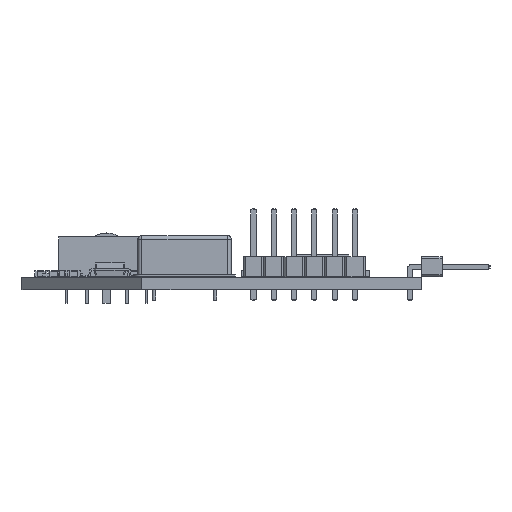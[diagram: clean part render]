
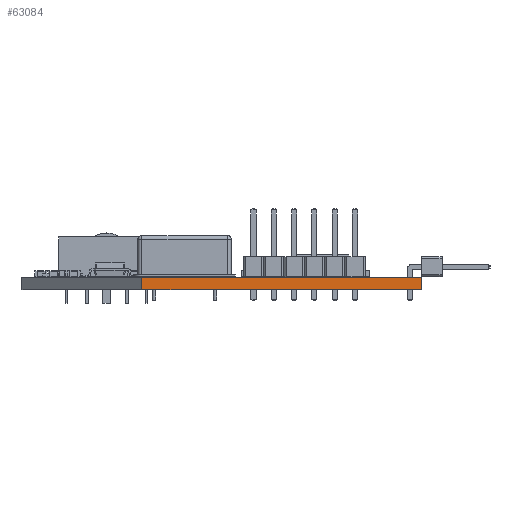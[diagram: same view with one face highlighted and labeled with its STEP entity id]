
A CAD part, left-side view. The second image highlights one B-rep face of the part: STEP entity #63084.
In plain terms, the highlighted planar face has unit normal (-1, 0, 0).
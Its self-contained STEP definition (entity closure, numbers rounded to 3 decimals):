
#61145 = VERTEX_POINT('',#61146);
#61146 = CARTESIAN_POINT('',(60.5,-129.5,0.));
#61152 = EDGE_CURVE('',#61153,#61145,#61155,.T.);
#61153 = VERTEX_POINT('',#61154);
#61154 = CARTESIAN_POINT('',(60.5,-164.5,0.));
#61155 = LINE('',#61156,#61157);
#61156 = CARTESIAN_POINT('',(60.5,-164.5,0.));
#61157 = VECTOR('',#61158,1.);
#61158 = DIRECTION('',(0.,1.,0.));
#62101 = VERTEX_POINT('',#62102);
#62102 = CARTESIAN_POINT('',(60.5,-129.5,1.51));
#62108 = EDGE_CURVE('',#62109,#62101,#62111,.T.);
#62109 = VERTEX_POINT('',#62110);
#62110 = CARTESIAN_POINT('',(60.5,-164.5,1.51));
#62111 = LINE('',#62112,#62113);
#62112 = CARTESIAN_POINT('',(60.5,-164.5,1.51));
#62113 = VECTOR('',#62114,1.);
#62114 = DIRECTION('',(0.,1.,0.));
#63054 = EDGE_CURVE('',#61145,#62101,#63055,.T.);
#63055 = LINE('',#63056,#63057);
#63056 = CARTESIAN_POINT('',(60.5,-129.5,0.));
#63057 = VECTOR('',#63058,1.);
#63058 = DIRECTION('',(0.,0.,1.));
#63084 = ADVANCED_FACE('',(#63085),#63096,.T.);
#63085 = FACE_BOUND('',#63086,.T.);
#63086 = EDGE_LOOP('',(#63087,#63093,#63094,#63095));
#63087 = ORIENTED_EDGE('',*,*,#63088,.T.);
#63088 = EDGE_CURVE('',#61153,#62109,#63089,.T.);
#63089 = LINE('',#63090,#63091);
#63090 = CARTESIAN_POINT('',(60.5,-164.5,0.));
#63091 = VECTOR('',#63092,1.);
#63092 = DIRECTION('',(0.,0.,1.));
#63093 = ORIENTED_EDGE('',*,*,#62108,.T.);
#63094 = ORIENTED_EDGE('',*,*,#63054,.F.);
#63095 = ORIENTED_EDGE('',*,*,#61152,.F.);
#63096 = PLANE('',#63097);
#63097 = AXIS2_PLACEMENT_3D('',#63098,#63099,#63100);
#63098 = CARTESIAN_POINT('',(60.5,-164.5,0.));
#63099 = DIRECTION('',(-1.,0.,0.));
#63100 = DIRECTION('',(0.,1.,0.));
